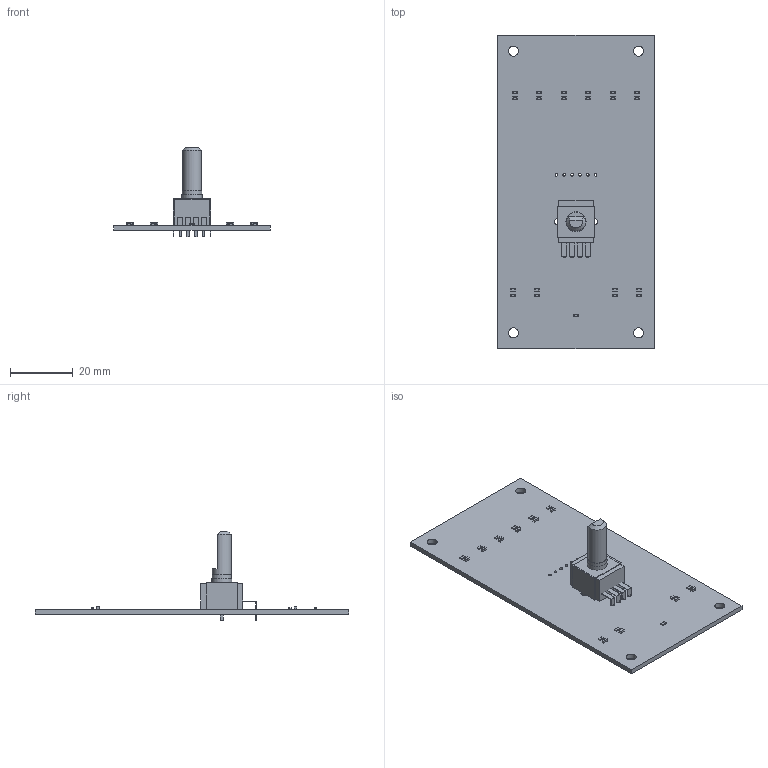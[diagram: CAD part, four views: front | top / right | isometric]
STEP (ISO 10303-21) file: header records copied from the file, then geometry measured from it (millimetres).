
FILE_DESCRIPTION(('KiCad electronic assembly'),'2;1');
FILE_NAME('silver-box-modular_control-panel.step','2023-03-28T00:19:20', ('Pcbnew'),('Kicad'),'Open CASCADE STEP processor 7.6', 'KiCad to STEP converter','Unknown');
FILE_SCHEMA(('AUTOMOTIVE_DESIGN { 1 0 10303 214 1 1 1 1 }'));
Length unit declared in the file: millimetre
Products named in the file (14): silver-box-modular_control-panel 1; C_0603_1608Metric; SOLID; R_0603_1608Metric; bourns PTV111-4425A; PCB
Assembly tree (33 placements, depth 3):
  silver-box-modular_control-panel 1
    C_0603_1608Metric  x10
      SOLID
    R_0603_1608Metric  x11
      SOLID
    bourns PTV111-4425A  x2
      SOLID
      SOLID
      SOLID
      SOLID
      SOLID
      SOLID
      SOLID
    PCB
Bounding box: 50 x 100 x 28.7 mm (x, y, z)
Volume: 12482.9 mm3; surface area: 15124.9 mm2
Topology: 36 solids, 36 shells, 758 faces, 1934 edges, 1272 vertices
Faces by surface type: plane 522, cylinder 232, cone 4
Full cylindrical faces by diameter (mm): 0.9 x6, 1 x4, 2.1 x1, 2.2 x1, 3.2 x4, 6 x2, 6.2 x2, 6.4 x4
Entity records: 11143 total; most frequent: CARTESIAN_POINT 2053, DIRECTION 1618, LINE 1036, VECTOR 1036, ORIENTED_EDGE 806, PCURVE 806, DEFINITIONAL_REPRESENTATION 806, EDGE_CURVE 403
